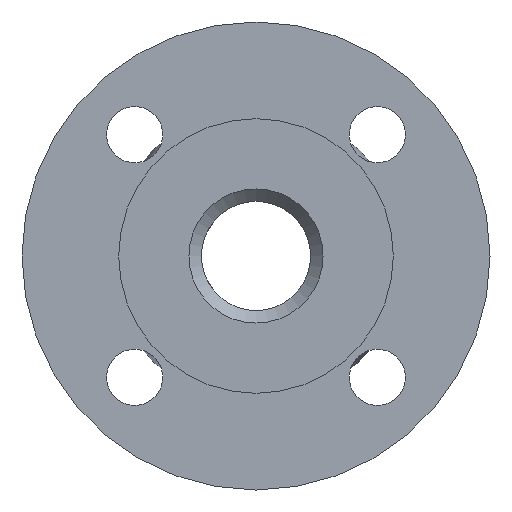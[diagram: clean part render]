
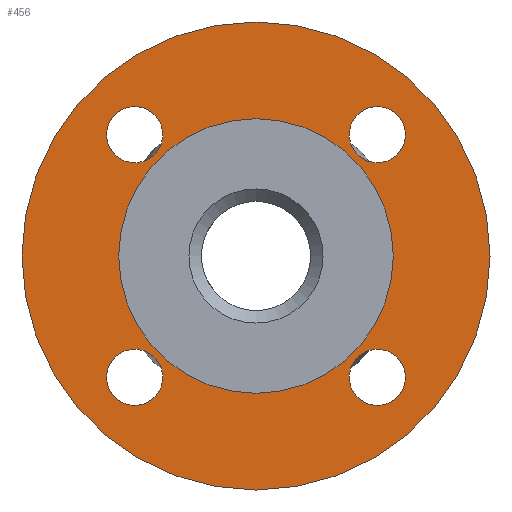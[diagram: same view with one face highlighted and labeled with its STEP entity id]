
A CAD part, left-side view. The second image highlights one B-rep face of the part: STEP entity #456.
In plain terms, the highlighted planar face has unit normal (-1, 0, 0).
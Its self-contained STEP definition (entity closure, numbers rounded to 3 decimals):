
#378=CARTESIAN_POINT('',(-76.0,0.,44.0));
#379=VERTEX_POINT('',#378);
#380=CARTESIAN_POINT('',(-76.0,0.0,0.0));
#381=DIRECTION('',(-1.0,0.0,0.0));
#382=DIRECTION('',(0.0,0.0,-1.0));
#383=AXIS2_PLACEMENT_3D('',#380,#381,#382);
#384=CIRCLE('',#383,44.0);
#385=EDGE_CURVE('',#379,#379,#384,.T.);
#393=CARTESIAN_POINT('',(-76.0,0.0,0.0));
#394=DIRECTION('',(1.0,0.0,0.0));
#395=DIRECTION('',(0.0,0.0,-1.0));
#396=AXIS2_PLACEMENT_3D('',#393,#394,#395);
#397=PLANE('',#396);
#398=CARTESIAN_POINT('',(-76.0,0.,75.0));
#399=VERTEX_POINT('',#398);
#400=CARTESIAN_POINT('',(-76.0,0.0,0.0));
#401=DIRECTION('',(1.0,0.0,0.0));
#402=DIRECTION('',(0.0,-1.0,0.0));
#403=AXIS2_PLACEMENT_3D('',#400,#401,#402);
#404=CIRCLE('',#403,75.0);
#405=EDGE_CURVE('',#399,#399,#404,.T.);
#406=ORIENTED_EDGE('',*,*,#405,.F.);
#407=EDGE_LOOP('',(#406));
#408=FACE_OUTER_BOUND('',#407,.T.);
#409=ORIENTED_EDGE('',*,*,#385,.F.);
#410=EDGE_LOOP('',(#409));
#411=FACE_BOUND('',#410,.T.);
#412=CARTESIAN_POINT('',(-76.0,-38.891,47.891));
#413=VERTEX_POINT('',#412);
#414=CARTESIAN_POINT('',(-76.,-38.891,38.891));
#415=DIRECTION('',(-1.0,0.0,0.0));
#416=DIRECTION('',(0.0,0.0,1.0));
#417=AXIS2_PLACEMENT_3D('',#414,#415,#416);
#418=CIRCLE('',#417,9.0);
#419=EDGE_CURVE('',#413,#413,#418,.T.);
#420=ORIENTED_EDGE('',*,*,#419,.F.);
#421=EDGE_LOOP('',(#420));
#422=FACE_BOUND('',#421,.T.);
#423=CARTESIAN_POINT('',(-76.0,-38.891,-29.891));
#424=VERTEX_POINT('',#423);
#425=CARTESIAN_POINT('',(-76.,-38.891,-38.891));
#426=DIRECTION('',(-1.0,0.0,0.0));
#427=DIRECTION('',(0.0,-1.0,0.0));
#428=AXIS2_PLACEMENT_3D('',#425,#426,#427);
#429=CIRCLE('',#428,9.0);
#430=EDGE_CURVE('',#424,#424,#429,.T.);
#431=ORIENTED_EDGE('',*,*,#430,.F.);
#432=EDGE_LOOP('',(#431));
#433=FACE_BOUND('',#432,.T.);
#434=CARTESIAN_POINT('',(-76.0,38.891,-29.891));
#435=VERTEX_POINT('',#434);
#436=CARTESIAN_POINT('',(-76.,38.891,-38.891));
#437=DIRECTION('',(-1.0,0.0,0.0));
#438=DIRECTION('',(0.0,0.0,-1.0));
#439=AXIS2_PLACEMENT_3D('',#436,#437,#438);
#440=CIRCLE('',#439,9.0);
#441=EDGE_CURVE('',#435,#435,#440,.T.);
#442=ORIENTED_EDGE('',*,*,#441,.F.);
#443=EDGE_LOOP('',(#442));
#444=FACE_BOUND('',#443,.T.);
#445=CARTESIAN_POINT('',(-76.0,38.891,47.891));
#446=VERTEX_POINT('',#445);
#447=CARTESIAN_POINT('',(-76.,38.891,38.891));
#448=DIRECTION('',(-1.0,0.0,0.0));
#449=DIRECTION('',(0.0,1.0,0.0));
#450=AXIS2_PLACEMENT_3D('',#447,#448,#449);
#451=CIRCLE('',#450,9.0);
#452=EDGE_CURVE('',#446,#446,#451,.T.);
#453=ORIENTED_EDGE('',*,*,#452,.F.);
#454=EDGE_LOOP('',(#453));
#455=FACE_BOUND('',#454,.T.);
#456=ADVANCED_FACE('',(#408,#411,#422,#433,#444,#455),#397,.F.);
